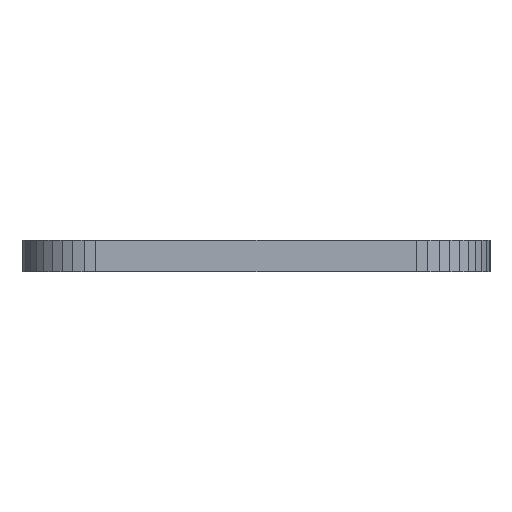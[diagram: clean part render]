
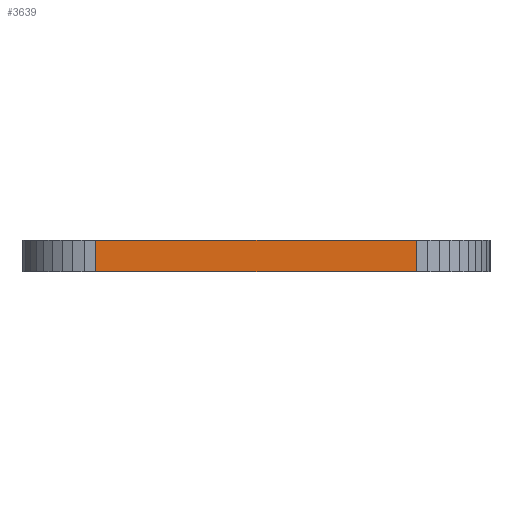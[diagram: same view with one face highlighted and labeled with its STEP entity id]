
A CAD part, left-side view. The second image highlights one B-rep face of the part: STEP entity #3639.
In plain terms, the highlighted planar face has unit normal (-1, 0.001, 0).
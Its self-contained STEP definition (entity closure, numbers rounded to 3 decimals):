
#32 = EDGE_CURVE('',#33,#35,#37,.T.);
#33 = VERTEX_POINT('',#34);
#34 = CARTESIAN_POINT('',(-35.512,-3.55,0.));
#35 = VERTEX_POINT('',#36);
#36 = CARTESIAN_POINT('',(-35.512,-3.55,1.691));
#37 = SURFACE_CURVE('',#38,(#42,#54),.PCURVE_S1.);
#38 = LINE('',#39,#40);
#39 = CARTESIAN_POINT('',(-35.512,-3.55,0.));
#40 = VECTOR('',#41,1.);
#41 = DIRECTION('',(0.,0.,1.));
#42 = PCURVE('',#43,#48);
#43 = PLANE('',#44);
#44 = AXIS2_PLACEMENT_3D('',#45,#46,#47);
#45 = CARTESIAN_POINT('',(-35.512,-3.55,0.));
#46 = DIRECTION('',(0.997,0.078,0.));
#47 = DIRECTION('',(0.078,-0.997,0.));
#48 = DEFINITIONAL_REPRESENTATION('',(#49),#53);
#49 = LINE('',#50,#51);
#50 = CARTESIAN_POINT('',(0.,0.));
#51 = VECTOR('',#52,1.);
#52 = DIRECTION('',(0.,-1.));
#53 = ( GEOMETRIC_REPRESENTATION_CONTEXT(2) 
PARAMETRIC_REPRESENTATION_CONTEXT() REPRESENTATION_CONTEXT('2D SPACE',''
  ) );
#54 = PCURVE('',#55,#60);
#55 = PLANE('',#56);
#56 = AXIS2_PLACEMENT_3D('',#57,#58,#59);
#57 = CARTESIAN_POINT('',(-35.5,13.95,0.));
#58 = DIRECTION('',(1.,-0.001,0.));
#59 = DIRECTION('',(-0.001,-1.,0.));
#60 = DEFINITIONAL_REPRESENTATION('',(#61),#65);
#61 = LINE('',#62,#63);
#62 = CARTESIAN_POINT('',(17.5,0.));
#63 = VECTOR('',#64,1.);
#64 = DIRECTION('',(0.,-1.));
#65 = ( GEOMETRIC_REPRESENTATION_CONTEXT(2) 
PARAMETRIC_REPRESENTATION_CONTEXT() REPRESENTATION_CONTEXT('2D SPACE',''
  ) );
#83 = PLANE('',#84);
#84 = AXIS2_PLACEMENT_3D('',#85,#86,#87);
#85 = CARTESIAN_POINT('',(-35.512,-3.55,1.691));
#86 = DIRECTION('',(0.,0.,-1.));
#87 = DIRECTION('',(-1.,0.,0.));
#137 = PLANE('',#138);
#138 = AXIS2_PLACEMENT_3D('',#139,#140,#141);
#139 = CARTESIAN_POINT('',(-35.512,-3.55,0.));
#140 = DIRECTION('',(0.,0.,-1.));
#141 = DIRECTION('',(-1.,0.,0.));
#3536 = PLANE('',#3537);
#3537 = AXIS2_PLACEMENT_3D('',#3538,#3539,#3540);
#3538 = CARTESIAN_POINT('',(-35.512,13.95,0.));
#3539 = DIRECTION('',(0.,1.,0.));
#3540 = DIRECTION('',(1.,0.,0.));
#3574 = VERTEX_POINT('',#3575);
#3575 = CARTESIAN_POINT('',(-35.5,13.95,1.691));
#3596 = EDGE_CURVE('',#3597,#3574,#3599,.T.);
#3597 = VERTEX_POINT('',#3598);
#3598 = CARTESIAN_POINT('',(-35.5,13.95,0.));
#3599 = SURFACE_CURVE('',#3600,(#3604,#3611),.PCURVE_S1.);
#3600 = LINE('',#3601,#3602);
#3601 = CARTESIAN_POINT('',(-35.5,13.95,0.));
#3602 = VECTOR('',#3603,1.);
#3603 = DIRECTION('',(0.,0.,1.));
#3604 = PCURVE('',#3536,#3605);
#3605 = DEFINITIONAL_REPRESENTATION('',(#3606),#3610);
#3606 = LINE('',#3607,#3608);
#3607 = CARTESIAN_POINT('',(0.012,0.));
#3608 = VECTOR('',#3609,1.);
#3609 = DIRECTION('',(0.,-1.));
#3610 = ( GEOMETRIC_REPRESENTATION_CONTEXT(2) 
PARAMETRIC_REPRESENTATION_CONTEXT() REPRESENTATION_CONTEXT('2D SPACE',''
  ) );
#3611 = PCURVE('',#55,#3612);
#3612 = DEFINITIONAL_REPRESENTATION('',(#3613),#3617);
#3613 = LINE('',#3614,#3615);
#3614 = CARTESIAN_POINT('',(0.,0.));
#3615 = VECTOR('',#3616,1.);
#3616 = DIRECTION('',(0.,-1.));
#3617 = ( GEOMETRIC_REPRESENTATION_CONTEXT(2) 
PARAMETRIC_REPRESENTATION_CONTEXT() REPRESENTATION_CONTEXT('2D SPACE',''
  ) );
#3639 = ADVANCED_FACE('',(#3640),#55,.F.);
#3640 = FACE_BOUND('',#3641,.F.);
#3641 = EDGE_LOOP('',(#3642,#3643,#3664,#3665));
#3642 = ORIENTED_EDGE('',*,*,#3596,.T.);
#3643 = ORIENTED_EDGE('',*,*,#3644,.T.);
#3644 = EDGE_CURVE('',#3574,#35,#3645,.T.);
#3645 = SURFACE_CURVE('',#3646,(#3650,#3657),.PCURVE_S1.);
#3646 = LINE('',#3647,#3648);
#3647 = CARTESIAN_POINT('',(-35.5,13.95,1.691));
#3648 = VECTOR('',#3649,1.);
#3649 = DIRECTION('',(-0.001,-1.,0.));
#3650 = PCURVE('',#55,#3651);
#3651 = DEFINITIONAL_REPRESENTATION('',(#3652),#3656);
#3652 = LINE('',#3653,#3654);
#3653 = CARTESIAN_POINT('',(0.,-1.691));
#3654 = VECTOR('',#3655,1.);
#3655 = DIRECTION('',(1.,0.));
#3656 = ( GEOMETRIC_REPRESENTATION_CONTEXT(2) 
PARAMETRIC_REPRESENTATION_CONTEXT() REPRESENTATION_CONTEXT('2D SPACE',''
  ) );
#3657 = PCURVE('',#83,#3658);
#3658 = DEFINITIONAL_REPRESENTATION('',(#3659),#3663);
#3659 = LINE('',#3660,#3661);
#3660 = CARTESIAN_POINT('',(-0.012,17.5));
#3661 = VECTOR('',#3662,1.);
#3662 = DIRECTION('',(0.001,-1.));
#3663 = ( GEOMETRIC_REPRESENTATION_CONTEXT(2) 
PARAMETRIC_REPRESENTATION_CONTEXT() REPRESENTATION_CONTEXT('2D SPACE',''
  ) );
#3664 = ORIENTED_EDGE('',*,*,#32,.F.);
#3665 = ORIENTED_EDGE('',*,*,#3666,.F.);
#3666 = EDGE_CURVE('',#3597,#33,#3667,.T.);
#3667 = SURFACE_CURVE('',#3668,(#3672,#3679),.PCURVE_S1.);
#3668 = LINE('',#3669,#3670);
#3669 = CARTESIAN_POINT('',(-35.5,13.95,0.));
#3670 = VECTOR('',#3671,1.);
#3671 = DIRECTION('',(-0.001,-1.,0.));
#3672 = PCURVE('',#55,#3673);
#3673 = DEFINITIONAL_REPRESENTATION('',(#3674),#3678);
#3674 = LINE('',#3675,#3676);
#3675 = CARTESIAN_POINT('',(0.,0.));
#3676 = VECTOR('',#3677,1.);
#3677 = DIRECTION('',(1.,0.));
#3678 = ( GEOMETRIC_REPRESENTATION_CONTEXT(2) 
PARAMETRIC_REPRESENTATION_CONTEXT() REPRESENTATION_CONTEXT('2D SPACE',''
  ) );
#3679 = PCURVE('',#137,#3680);
#3680 = DEFINITIONAL_REPRESENTATION('',(#3681),#3685);
#3681 = LINE('',#3682,#3683);
#3682 = CARTESIAN_POINT('',(-0.012,17.5));
#3683 = VECTOR('',#3684,1.);
#3684 = DIRECTION('',(0.001,-1.));
#3685 = ( GEOMETRIC_REPRESENTATION_CONTEXT(2) 
PARAMETRIC_REPRESENTATION_CONTEXT() REPRESENTATION_CONTEXT('2D SPACE',''
  ) );
